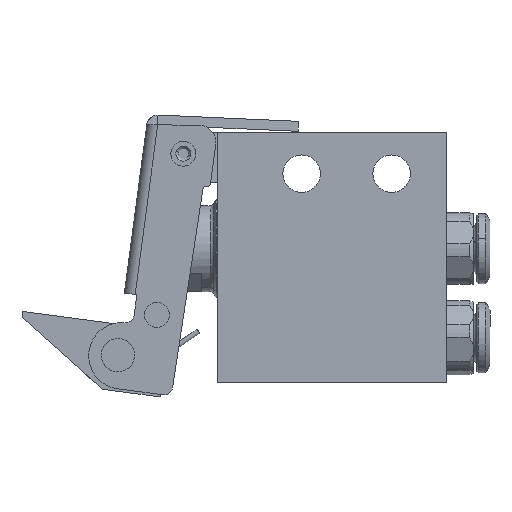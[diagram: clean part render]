
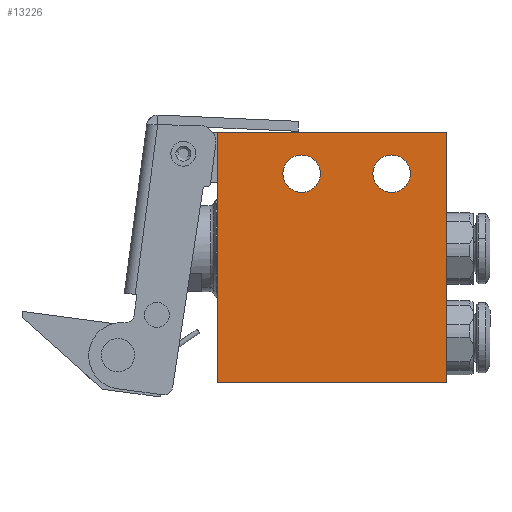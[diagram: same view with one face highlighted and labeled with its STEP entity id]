
A CAD part, front view. The second image highlights one B-rep face of the part: STEP entity #13226.
In plain terms, the highlighted planar face has unit normal (0, -1, 0).
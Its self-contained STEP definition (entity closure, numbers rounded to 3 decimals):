
#89 = VERTEX_POINT ( 'NONE', #9642 ) ;
#472 = AXIS2_PLACEMENT_3D ( 'NONE', #5091, #14294, #6425 ) ;
#653 = DIRECTION ( 'NONE',  ( 0., 0., -1. ) ) ;
#2299 = CIRCLE ( 'NONE', #14731, 2.25 ) ;
#3104 = VECTOR ( 'NONE', #9126, 1000. ) ;
#3855 = EDGE_CURVE ( 'NONE', #9723, #89, #14896, .T. ) ;
#4069 = CARTESIAN_POINT ( 'NONE',  ( 10.65, -7.5, 10. ) ) ;
#4182 = VECTOR ( 'NONE', #11076, 1000. ) ;
#4469 = CARTESIAN_POINT ( 'NONE',  ( -17.25, -7.5, -15. ) ) ;
#4552 = AXIS2_PLACEMENT_3D ( 'NONE', #4069, #13281, #5432 ) ;
#4559 = VECTOR ( 'NONE', #9891, 1000. ) ;
#4872 = CARTESIAN_POINT ( 'NONE',  ( -0.15, -7.5, 12.25 ) ) ;
#4877 = VERTEX_POINT ( 'NONE', #6857 ) ;
#4904 = CARTESIAN_POINT ( 'NONE',  ( -0.15, -7.5, 7.75 ) ) ;
#5091 = CARTESIAN_POINT ( 'NONE',  ( -0.15, -7.5, 10. ) ) ;
#5278 = CARTESIAN_POINT ( 'NONE',  ( 0., -7.5, 0. ) ) ;
#5432 = DIRECTION ( 'NONE',  ( 0., 0., 1. ) ) ;
#5451 = ORIENTED_EDGE ( 'NONE', *, *, #17183, .F. ) ;
#5788 = ORIENTED_EDGE ( 'NONE', *, *, #7647, .T. ) ;
#5813 = FACE_BOUND ( 'NONE', #9001, .T. ) ;
#6073 = ORIENTED_EDGE ( 'NONE', *, *, #15751, .F. ) ;
#6376 = CARTESIAN_POINT ( 'NONE',  ( 10.65, -7.5, 10. ) ) ;
#6425 = DIRECTION ( 'NONE',  ( 0., 0., 1. ) ) ;
#6614 = DIRECTION ( 'NONE',  ( 0., 0., -1. ) ) ;
#6712 = VERTEX_POINT ( 'NONE', #4904 ) ;
#6765 = CIRCLE ( 'NONE', #4552, 2.25 ) ;
#6857 = CARTESIAN_POINT ( 'NONE',  ( -10.25, -7.5, -15. ) ) ;
#7647 = EDGE_CURVE ( 'NONE', #10784, #7741, #2299, .T. ) ;
#7684 = DIRECTION ( 'NONE',  ( 0., 0., 1. ) ) ;
#7705 = LINE ( 'NONE', #4469, #4182 ) ;
#7741 = VERTEX_POINT ( 'NONE', #10487 ) ;
#7807 = DIRECTION ( 'NONE',  ( 0., 1., 0. ) ) ;
#8032 = CARTESIAN_POINT ( 'NONE',  ( 17.25, -7.5, -15. ) ) ;
#8084 = CIRCLE ( 'NONE', #472, 2.25 ) ;
#8300 = LINE ( 'NONE', #9924, #11789 ) ;
#8484 = ORIENTED_EDGE ( 'NONE', *, *, #3855, .F. ) ;
#8644 = CARTESIAN_POINT ( 'NONE',  ( -10.25, -7.5, 15. ) ) ;
#9001 = EDGE_LOOP ( 'NONE', ( #11088, #13783 ) ) ;
#9126 = DIRECTION ( 'NONE',  ( 1., 0., 0. ) ) ;
#9293 = FACE_BOUND ( 'NONE', #9626, .T. ) ;
#9626 = EDGE_LOOP ( 'NONE', ( #16459, #5788 ) ) ;
#9642 = CARTESIAN_POINT ( 'NONE',  ( 17.25, -7.5, 15. ) ) ;
#9723 = VERTEX_POINT ( 'NONE', #8644 ) ;
#9891 = DIRECTION ( 'NONE',  ( 0., 0., -1. ) ) ;
#9924 = CARTESIAN_POINT ( 'NONE',  ( -10.25, -7.5, -15. ) ) ;
#10487 = CARTESIAN_POINT ( 'NONE',  ( 10.65, -7.5, 12.25 ) ) ;
#10784 = VERTEX_POINT ( 'NONE', #16497 ) ;
#11076 = DIRECTION ( 'NONE',  ( -1., 0., 0. ) ) ;
#11088 = ORIENTED_EDGE ( 'NONE', *, *, #11825, .T. ) ;
#11091 = ORIENTED_EDGE ( 'NONE', *, *, #15856, .T. ) ;
#11300 = EDGE_CURVE ( 'NONE', #6712, #13117, #17004, .T. ) ;
#11789 = VECTOR ( 'NONE', #653, 1000. ) ;
#11825 = EDGE_CURVE ( 'NONE', #13117, #6712, #8084, .T. ) ;
#12478 = CARTESIAN_POINT ( 'NONE',  ( 17.25, -7.5, 15. ) ) ;
#13117 = VERTEX_POINT ( 'NONE', #4872 ) ;
#13226 = ADVANCED_FACE ( 'NONE', ( #5813, #9293, #16322 ), #14427, .T. ) ;
#13281 = DIRECTION ( 'NONE',  ( 0., 1., 0. ) ) ;
#13783 = ORIENTED_EDGE ( 'NONE', *, *, #11300, .T. ) ;
#14294 = DIRECTION ( 'NONE',  ( 0., 1., 0. ) ) ;
#14427 = PLANE ( 'NONE',  #16270 ) ;
#14485 = DIRECTION ( 'NONE',  ( 0., -1., 0. ) ) ;
#14731 = AXIS2_PLACEMENT_3D ( 'NONE', #6376, #15576, #7684 ) ;
#14734 = EDGE_CURVE ( 'NONE', #7741, #10784, #6765, .T. ) ;
#14896 = LINE ( 'NONE', #15688, #3104 ) ;
#15069 = LINE ( 'NONE', #12478, #4559 ) ;
#15576 = DIRECTION ( 'NONE',  ( 0., 1., 0. ) ) ;
#15688 = CARTESIAN_POINT ( 'NONE',  ( -17.25, -7.5, 15. ) ) ;
#15711 = CARTESIAN_POINT ( 'NONE',  ( -0.15, -7.5, 10. ) ) ;
#15751 = EDGE_CURVE ( 'NONE', #16638, #4877, #7705, .T. ) ;
#15856 = EDGE_CURVE ( 'NONE', #9723, #4877, #8300, .T. ) ;
#16270 = AXIS2_PLACEMENT_3D ( 'NONE', #5278, #14485, #6614 ) ;
#16322 = FACE_OUTER_BOUND ( 'NONE', #16972, .T. ) ;
#16459 = ORIENTED_EDGE ( 'NONE', *, *, #14734, .T. ) ;
#16497 = CARTESIAN_POINT ( 'NONE',  ( 10.65, -7.5, 7.75 ) ) ;
#16638 = VERTEX_POINT ( 'NONE', #8032 ) ;
#16895 = AXIS2_PLACEMENT_3D ( 'NONE', #15711, #7807, #17047 ) ;
#16972 = EDGE_LOOP ( 'NONE', ( #8484, #11091, #6073, #5451 ) ) ;
#17004 = CIRCLE ( 'NONE', #16895, 2.25 ) ;
#17047 = DIRECTION ( 'NONE',  ( 0., 0., 1. ) ) ;
#17183 = EDGE_CURVE ( 'NONE', #89, #16638, #15069, .T. ) ;
